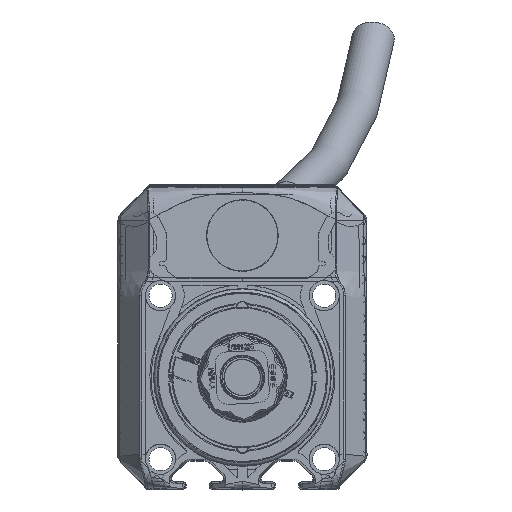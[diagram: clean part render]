
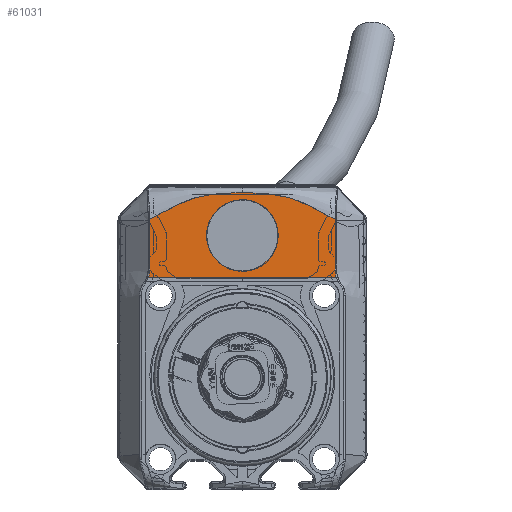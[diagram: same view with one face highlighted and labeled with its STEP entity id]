
A CAD part, front view. The second image highlights one B-rep face of the part: STEP entity #61031.
In plain terms, the highlighted face is planar.
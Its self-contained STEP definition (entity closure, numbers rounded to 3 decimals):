
#96=ELLIPSE('',#65424,10.09,10.085);
#132=ELLIPSE('',#65724,10.09,10.085);
#1956=B_SPLINE_CURVE_WITH_KNOTS('',3,(#106557,#106558,#106559,#106560),
 .UNSPECIFIED.,.F.,.F.,(4,4),(6.858,7.073),
 .UNSPECIFIED.);
#1959=B_SPLINE_CURVE_WITH_KNOTS('',3,(#106596,#106597,#106598,#106599),
 .UNSPECIFIED.,.F.,.F.,(4,4),(7.073,8.508),
 .UNSPECIFIED.);
#1965=B_SPLINE_CURVE_WITH_KNOTS('',3,(#106861,#106862,#106863,#106864,#106865,
#106866,#106867,#106868),.UNSPECIFIED.,.F.,.F.,(4,1,1,1,1,4),(-1.358,
-0.606,-0.228,0.149,0.526,
1.281),.UNSPECIFIED.);
#2178=B_SPLINE_CURVE_WITH_KNOTS('',3,(#112328,#112329,#112330,#112331),
 .UNSPECIFIED.,.F.,.F.,(4,4),(6.858,7.073),
 .UNSPECIFIED.);
#2180=B_SPLINE_CURVE_WITH_KNOTS('',3,(#112363,#112364,#112365,#112366),
 .UNSPECIFIED.,.F.,.F.,(4,4),(7.073,8.508),
 .UNSPECIFIED.);
#2183=B_SPLINE_CURVE_WITH_KNOTS('',3,(#112549,#112550,#112551,#112552,#112553,
#112554,#112555,#112556),.UNSPECIFIED.,.F.,.F.,(4,1,1,1,1,4),(-1.358,
-0.606,-0.228,0.149,0.526,
1.281),.UNSPECIFIED.);
#6602=LINE('',#106871,#11604);
#6833=LINE('',#112570,#11835);
#11604=VECTOR('',#77372,10.);
#11835=VECTOR('',#78223,10.);
#14066=FACE_BOUND('',#19424,.T.);
#16133=FACE_OUTER_BOUND('',#19423,.T.);
#19423=EDGE_LOOP('',(#50428,#50429,#50430,#50431,#50432,#50433,#50434,#50435));
#19424=EDGE_LOOP('',(#50436,#50437));
#26570=VERTEX_POINT('',#106510);
#26572=VERTEX_POINT('',#106550);
#26573=VERTEX_POINT('',#106589);
#26577=VERTEX_POINT('',#106796);
#26578=VERTEX_POINT('',#106870);
#26607=VERTEX_POINT('',#107675);
#26608=VERTEX_POINT('',#107677);
#27007=VERTEX_POINT('',#112277);
#27009=VERTEX_POINT('',#112317);
#27010=VERTEX_POINT('',#112356);
#34601=EDGE_CURVE('',#26570,#26572,#1956,.T.);
#34604=EDGE_CURVE('',#26572,#26573,#1959,.T.);
#34611=EDGE_CURVE('',#26573,#26577,#1965,.T.);
#34612=EDGE_CURVE('',#26578,#26570,#6602,.T.);
#34656=EDGE_CURVE('',#26607,#26608,#96,.T.);
#35237=EDGE_CURVE('',#27007,#27009,#2178,.T.);
#35239=EDGE_CURVE('',#27009,#27010,#2180,.T.);
#35243=EDGE_CURVE('',#27010,#26577,#2183,.T.);
#35246=EDGE_CURVE('',#26578,#27007,#6833,.T.);
#35247=EDGE_CURVE('',#26607,#26608,#132,.T.);
#50428=ORIENTED_EDGE('',*,*,#34612,.T.);
#50429=ORIENTED_EDGE('',*,*,#34601,.T.);
#50430=ORIENTED_EDGE('',*,*,#34604,.T.);
#50431=ORIENTED_EDGE('',*,*,#34611,.T.);
#50432=ORIENTED_EDGE('',*,*,#35243,.F.);
#50433=ORIENTED_EDGE('',*,*,#35239,.F.);
#50434=ORIENTED_EDGE('',*,*,#35237,.F.);
#50435=ORIENTED_EDGE('',*,*,#35246,.F.);
#50436=ORIENTED_EDGE('',*,*,#35247,.T.);
#50437=ORIENTED_EDGE('',*,*,#34656,.F.);
#58544=PLANE('',#65723);
#61031=ADVANCED_FACE('',(#16133,#14066),#58544,.T.);
#65424=AXIS2_PLACEMENT_3D('',#107678,#77403,#77404);
#65723=AXIS2_PLACEMENT_3D('',#112569,#78221,#78222);
#65724=AXIS2_PLACEMENT_3D('',#112571,#78224,#78225);
#77372=DIRECTION('',(0.002,-1.,0.));
#77403=DIRECTION('center_axis',(0.029,0.,
1.));
#77404=DIRECTION('ref_axis',(1.,0.,-0.029));
#78221=DIRECTION('center_axis',(0.029,0.,
1.));
#78222=DIRECTION('ref_axis',(1.,0.,-0.029));
#78223=DIRECTION('',(0.002,1.,0.));
#78224=DIRECTION('center_axis',(-0.029,0.,
-1.));
#78225=DIRECTION('ref_axis',(1.,0.,-0.029));
#106510=CARTESIAN_POINT('',(28.42,-26.699,3.233));
#106550=CARTESIAN_POINT('',(30.53,-26.349,3.172));
#106557=CARTESIAN_POINT('Ctrl Pts',(28.42,-26.699,
3.233));
#106558=CARTESIAN_POINT('Ctrl Pts',(29.097,-26.466,
3.213));
#106559=CARTESIAN_POINT('Ctrl Pts',(29.814,-26.348,
3.193));
#106560=CARTESIAN_POINT('Ctrl Pts',(30.53,-26.349,
3.172));
#106589=CARTESIAN_POINT('',(44.872,-26.383,2.759));
#106596=CARTESIAN_POINT('Ctrl Pts',(30.53,-26.349,
3.172));
#106597=CARTESIAN_POINT('Ctrl Pts',(35.311,-26.36,
3.034));
#106598=CARTESIAN_POINT('Ctrl Pts',(40.09,-26.372,
2.897));
#106599=CARTESIAN_POINT('Ctrl Pts',(44.872,-26.383,
2.759));
#106796=CARTESIAN_POINT('',(52.474,0.,2.541));
#106861=CARTESIAN_POINT('Ctrl Pts',(44.872,-26.383,
2.759));
#106862=CARTESIAN_POINT('Ctrl Pts',(46.315,-23.876,
2.718));
#106863=CARTESIAN_POINT('Ctrl Pts',(48.454,-20.112,
2.656));
#106864=CARTESIAN_POINT('Ctrl Pts',(50.63,-15.089,
2.594));
#106865=CARTESIAN_POINT('Ctrl Pts',(51.703,-11.316,
2.563));
#106866=CARTESIAN_POINT('Ctrl Pts',(52.411,-6.286,
2.543));
#106867=CARTESIAN_POINT('Ctrl Pts',(52.451,-2.514,
2.541));
#106868=CARTESIAN_POINT('Ctrl Pts',(52.474,0.,
2.541));
#106870=CARTESIAN_POINT('',(28.371,0.,3.234));
#106871=CARTESIAN_POINT('',(28.394,-12.806,3.233));
#107675=CARTESIAN_POINT('',(30.236,0.,3.18));
#107677=CARTESIAN_POINT('',(50.407,0.,2.6));
#107678=CARTESIAN_POINT('Origin',(40.321,0.,
2.89));
#112277=CARTESIAN_POINT('',(28.42,26.699,3.233));
#112317=CARTESIAN_POINT('',(30.53,26.349,3.172));
#112328=CARTESIAN_POINT('Ctrl Pts',(28.42,26.699,3.233));
#112329=CARTESIAN_POINT('Ctrl Pts',(29.097,26.466,3.213));
#112330=CARTESIAN_POINT('Ctrl Pts',(29.814,26.348,3.193));
#112331=CARTESIAN_POINT('Ctrl Pts',(30.53,26.349,3.172));
#112356=CARTESIAN_POINT('',(44.872,26.383,2.759));
#112363=CARTESIAN_POINT('Ctrl Pts',(30.53,26.349,3.172));
#112364=CARTESIAN_POINT('Ctrl Pts',(35.311,26.36,3.034));
#112365=CARTESIAN_POINT('Ctrl Pts',(40.09,26.372,2.897));
#112366=CARTESIAN_POINT('Ctrl Pts',(44.872,26.383,2.759));
#112549=CARTESIAN_POINT('Ctrl Pts',(44.872,26.383,2.759));
#112550=CARTESIAN_POINT('Ctrl Pts',(46.315,23.876,2.718));
#112551=CARTESIAN_POINT('Ctrl Pts',(48.454,20.112,2.656));
#112552=CARTESIAN_POINT('Ctrl Pts',(50.63,15.089,2.594));
#112553=CARTESIAN_POINT('Ctrl Pts',(51.703,11.316,2.563));
#112554=CARTESIAN_POINT('Ctrl Pts',(52.411,6.286,2.543));
#112555=CARTESIAN_POINT('Ctrl Pts',(52.451,2.514,2.541));
#112556=CARTESIAN_POINT('Ctrl Pts',(52.474,0.,
2.541));
#112569=CARTESIAN_POINT('Origin',(40.837,12.806,2.876));
#112570=CARTESIAN_POINT('',(28.394,12.806,3.233));
#112571=CARTESIAN_POINT('Origin',(40.321,0.,
2.89));
